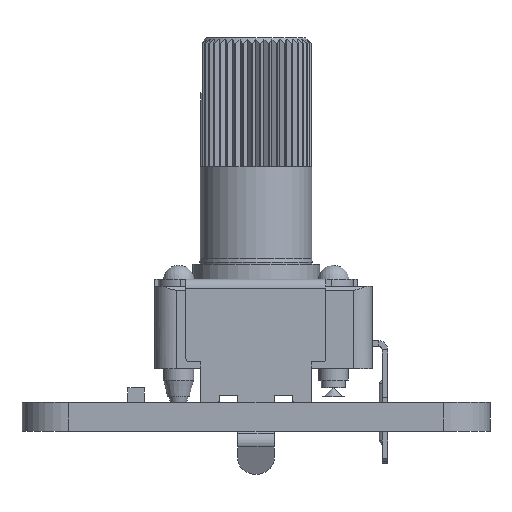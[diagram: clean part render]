
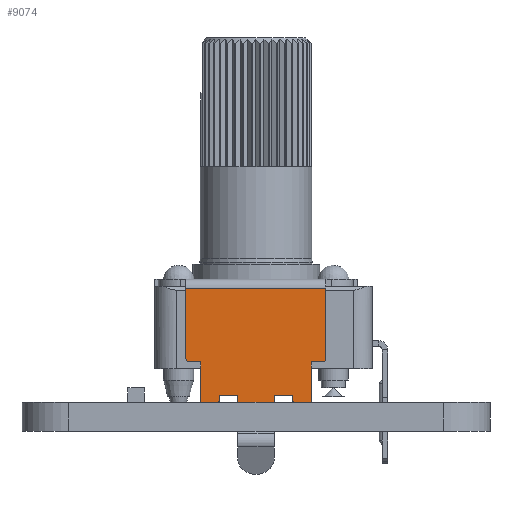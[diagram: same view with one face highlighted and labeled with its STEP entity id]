
A CAD part, left-side view. The second image highlights one B-rep face of the part: STEP entity #9074.
In plain terms, the highlighted planar face has unit normal (-1, 0, 0).
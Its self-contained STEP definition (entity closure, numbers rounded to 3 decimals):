
#366=PLANE('',#9832);
#798=FACE_OUTER_BOUND('',#1333,.T.);
#1333=EDGE_LOOP('',(#7196,#7197,#7198,#7199,#7200,#7201,#7202,#7203,#7204,
#7205,#7206,#7207,#7208,#7209,#7210,#7211,#7212,#7213,#7214,#7215,#7216,
#7217));
#1953=LINE('',#14181,#2837);
#1977=LINE('',#14241,#2861);
#2022=LINE('',#14339,#2906);
#2023=LINE('',#14344,#2907);
#2024=LINE('',#14346,#2908);
#2025=LINE('',#14350,#2909);
#2026=LINE('',#14354,#2910);
#2027=LINE('',#14356,#2911);
#2028=LINE('',#14358,#2912);
#2029=LINE('',#14360,#2913);
#2030=LINE('',#14362,#2914);
#2031=LINE('',#14364,#2915);
#2032=LINE('',#14366,#2916);
#2033=LINE('',#14370,#2917);
#2034=LINE('',#14374,#2918);
#2035=LINE('',#14376,#2919);
#2837=VECTOR('',#11446,1000.);
#2861=VECTOR('',#11488,1000.);
#2906=VECTOR('',#11593,1000.);
#2907=VECTOR('',#11598,1000.);
#2908=VECTOR('',#11599,1000.);
#2909=VECTOR('',#11602,1000.);
#2910=VECTOR('',#11605,1000.);
#2911=VECTOR('',#11606,1000.);
#2912=VECTOR('',#11607,1000.);
#2913=VECTOR('',#11608,1000.);
#2914=VECTOR('',#11609,1000.);
#2915=VECTOR('',#11610,1000.);
#2916=VECTOR('',#11611,1000.);
#2917=VECTOR('',#11614,1000.);
#2918=VECTOR('',#11617,1000.);
#2919=VECTOR('',#11618,1000.);
#3536=CIRCLE('',#9833,0.2);
#3537=CIRCLE('',#9834,0.2);
#3538=CIRCLE('',#9835,0.2);
#3539=CIRCLE('',#9836,0.2);
#3540=CIRCLE('',#9837,0.2);
#3541=CIRCLE('',#9838,0.2);
#4103=VERTEX_POINT('',#14178);
#4104=VERTEX_POINT('',#14180);
#4130=VERTEX_POINT('',#14239);
#4131=VERTEX_POINT('',#14240);
#4155=VERTEX_POINT('',#14341);
#4156=VERTEX_POINT('',#14343);
#4157=VERTEX_POINT('',#14345);
#4158=VERTEX_POINT('',#14347);
#4159=VERTEX_POINT('',#14349);
#4160=VERTEX_POINT('',#14351);
#4161=VERTEX_POINT('',#14353);
#4162=VERTEX_POINT('',#14355);
#4163=VERTEX_POINT('',#14357);
#4164=VERTEX_POINT('',#14359);
#4165=VERTEX_POINT('',#14361);
#4166=VERTEX_POINT('',#14363);
#4167=VERTEX_POINT('',#14365);
#4168=VERTEX_POINT('',#14367);
#4169=VERTEX_POINT('',#14369);
#4170=VERTEX_POINT('',#14371);
#4171=VERTEX_POINT('',#14373);
#4172=VERTEX_POINT('',#14375);
#5153=EDGE_CURVE('',#4104,#4103,#1953,.T.);
#5183=EDGE_CURVE('',#4130,#4131,#1977,.T.);
#5235=EDGE_CURVE('',#4103,#4131,#2022,.T.);
#5236=EDGE_CURVE('',#4130,#4155,#3536,.T.);
#5237=EDGE_CURVE('',#4155,#4156,#2023,.T.);
#5238=EDGE_CURVE('',#4156,#4157,#2024,.T.);
#5239=EDGE_CURVE('',#4157,#4158,#3537,.T.);
#5240=EDGE_CURVE('',#4158,#4159,#2025,.T.);
#5241=EDGE_CURVE('',#4159,#4160,#3538,.T.);
#5242=EDGE_CURVE('',#4160,#4161,#2026,.T.);
#5243=EDGE_CURVE('',#4161,#4162,#2027,.T.);
#5244=EDGE_CURVE('',#4163,#4162,#2028,.T.);
#5245=EDGE_CURVE('',#4164,#4163,#2029,.T.);
#5246=EDGE_CURVE('',#4164,#4165,#2030,.T.);
#5247=EDGE_CURVE('',#4165,#4166,#2031,.T.);
#5248=EDGE_CURVE('',#4166,#4167,#2032,.T.);
#5249=EDGE_CURVE('',#4167,#4168,#3539,.T.);
#5250=EDGE_CURVE('',#4168,#4169,#2033,.T.);
#5251=EDGE_CURVE('',#4169,#4170,#3540,.T.);
#5252=EDGE_CURVE('',#4170,#4171,#2034,.T.);
#5253=EDGE_CURVE('',#4171,#4172,#2035,.T.);
#5254=EDGE_CURVE('',#4172,#4104,#3541,.T.);
#7196=ORIENTED_EDGE('',*,*,#5153,.T.);
#7197=ORIENTED_EDGE('',*,*,#5235,.T.);
#7198=ORIENTED_EDGE('',*,*,#5183,.F.);
#7199=ORIENTED_EDGE('',*,*,#5236,.T.);
#7200=ORIENTED_EDGE('',*,*,#5237,.T.);
#7201=ORIENTED_EDGE('',*,*,#5238,.T.);
#7202=ORIENTED_EDGE('',*,*,#5239,.T.);
#7203=ORIENTED_EDGE('',*,*,#5240,.T.);
#7204=ORIENTED_EDGE('',*,*,#5241,.T.);
#7205=ORIENTED_EDGE('',*,*,#5242,.T.);
#7206=ORIENTED_EDGE('',*,*,#5243,.T.);
#7207=ORIENTED_EDGE('',*,*,#5244,.F.);
#7208=ORIENTED_EDGE('',*,*,#5245,.F.);
#7209=ORIENTED_EDGE('',*,*,#5246,.T.);
#7210=ORIENTED_EDGE('',*,*,#5247,.T.);
#7211=ORIENTED_EDGE('',*,*,#5248,.T.);
#7212=ORIENTED_EDGE('',*,*,#5249,.T.);
#7213=ORIENTED_EDGE('',*,*,#5250,.T.);
#7214=ORIENTED_EDGE('',*,*,#5251,.T.);
#7215=ORIENTED_EDGE('',*,*,#5252,.T.);
#7216=ORIENTED_EDGE('',*,*,#5253,.T.);
#7217=ORIENTED_EDGE('',*,*,#5254,.T.);
#9074=ADVANCED_FACE('',(#798),#366,.T.);
#9832=AXIS2_PLACEMENT_3D('',#14340,#11594,#11595);
#9833=AXIS2_PLACEMENT_3D('',#14342,#11596,#11597);
#9834=AXIS2_PLACEMENT_3D('',#14348,#11600,#11601);
#9835=AXIS2_PLACEMENT_3D('',#14352,#11603,#11604);
#9836=AXIS2_PLACEMENT_3D('',#14368,#11612,#11613);
#9837=AXIS2_PLACEMENT_3D('',#14372,#11615,#11616);
#9838=AXIS2_PLACEMENT_3D('',#14377,#11619,#11620);
#11446=DIRECTION('',(0.,0.,1.));
#11488=DIRECTION('',(0.,0.,1.));
#11593=DIRECTION('',(0.,1.,0.));
#11594=DIRECTION('center_axis',(-1.,0.,0.));
#11595=DIRECTION('ref_axis',(0.,-1.,0.));
#11596=DIRECTION('center_axis',(-1.,0.,0.));
#11597=DIRECTION('ref_axis',(0.,-1.,0.));
#11598=DIRECTION('',(0.,-1.,0.));
#11599=DIRECTION('',(0.,0.,-1.));
#11600=DIRECTION('center_axis',(-1.,0.,0.));
#11601=DIRECTION('ref_axis',(0.,-1.,0.));
#11602=DIRECTION('',(0.,-1.,0.));
#11603=DIRECTION('center_axis',(-1.,0.,0.));
#11604=DIRECTION('ref_axis',(0.,-1.,0.));
#11605=DIRECTION('',(0.,0.,1.));
#11606=DIRECTION('',(0.,-1.,0.));
#11607=DIRECTION('',(0.,0.,1.));
#11608=DIRECTION('',(0.,1.,0.));
#11609=DIRECTION('',(0.,0.,1.));
#11610=DIRECTION('',(0.,-1.,0.));
#11611=DIRECTION('',(0.,0.,-1.));
#11612=DIRECTION('center_axis',(-1.,0.,0.));
#11613=DIRECTION('ref_axis',(0.,-1.,0.));
#11614=DIRECTION('',(0.,-1.,0.));
#11615=DIRECTION('center_axis',(-1.,0.,0.));
#11616=DIRECTION('ref_axis',(0.,-1.,0.));
#11617=DIRECTION('',(0.,0.,1.));
#11618=DIRECTION('',(0.,-1.,0.));
#11619=DIRECTION('center_axis',(-1.,0.,0.));
#11620=DIRECTION('ref_axis',(0.,-1.,0.));
#14178=CARTESIAN_POINT('',(-4.925,-3.797,6.2));
#14180=CARTESIAN_POINT('',(-4.925,-3.797,2.4));
#14181=CARTESIAN_POINT('',(-4.925,-3.797,6.3));
#14239=CARTESIAN_POINT('',(-4.925,3.803,2.4));
#14240=CARTESIAN_POINT('',(-4.925,3.803,6.2));
#14241=CARTESIAN_POINT('',(-4.925,3.803,6.3));
#14339=CARTESIAN_POINT('',(-4.925,-3.797,6.2));
#14340=CARTESIAN_POINT('Origin',(-4.925,-3.797,6.3));
#14341=CARTESIAN_POINT('',(-4.925,3.603,2.2));
#14342=CARTESIAN_POINT('Origin',(-4.925,3.603,2.4));
#14343=CARTESIAN_POINT('',(-4.925,3.003,2.2));
#14344=CARTESIAN_POINT('',(-4.925,3.803,2.2));
#14345=CARTESIAN_POINT('',(-4.925,3.003,0.1));
#14346=CARTESIAN_POINT('',(-4.925,3.003,2.2));
#14347=CARTESIAN_POINT('',(-4.925,2.803,-0.1));
#14348=CARTESIAN_POINT('Origin',(-4.925,2.803,0.1));
#14349=CARTESIAN_POINT('',(-4.925,2.203,-0.1));
#14350=CARTESIAN_POINT('',(-4.925,3.003,-0.1));
#14351=CARTESIAN_POINT('',(-4.925,2.003,0.1));
#14352=CARTESIAN_POINT('Origin',(-4.925,2.203,0.1));
#14353=CARTESIAN_POINT('',(-4.925,2.003,0.4));
#14354=CARTESIAN_POINT('',(-4.925,2.003,0.4));
#14355=CARTESIAN_POINT('',(-4.925,1.003,0.4));
#14356=CARTESIAN_POINT('',(-4.925,2.003,0.4));
#14357=CARTESIAN_POINT('',(-4.925,1.003,-1.2));
#14358=CARTESIAN_POINT('',(-4.925,1.003,0.4));
#14359=CARTESIAN_POINT('',(-4.925,-0.997,-1.2));
#14360=CARTESIAN_POINT('',(-4.925,-0.997,-1.2));
#14361=CARTESIAN_POINT('',(-4.925,-0.997,0.4));
#14362=CARTESIAN_POINT('',(-4.925,-0.997,0.4));
#14363=CARTESIAN_POINT('',(-4.925,-1.997,0.4));
#14364=CARTESIAN_POINT('',(-4.925,2.003,0.4));
#14365=CARTESIAN_POINT('',(-4.925,-1.997,0.1));
#14366=CARTESIAN_POINT('',(-4.925,-1.997,0.4));
#14367=CARTESIAN_POINT('',(-4.925,-2.197,-0.1));
#14368=CARTESIAN_POINT('Origin',(-4.925,-2.197,0.1));
#14369=CARTESIAN_POINT('',(-4.925,-2.797,-0.1));
#14370=CARTESIAN_POINT('',(-4.925,-1.997,-0.1));
#14371=CARTESIAN_POINT('',(-4.925,-2.997,0.1));
#14372=CARTESIAN_POINT('Origin',(-4.925,-2.797,0.1));
#14373=CARTESIAN_POINT('',(-4.925,-2.997,2.2));
#14374=CARTESIAN_POINT('',(-4.925,-2.997,2.2));
#14375=CARTESIAN_POINT('',(-4.925,-3.597,2.2));
#14376=CARTESIAN_POINT('',(-4.925,-2.997,2.2));
#14377=CARTESIAN_POINT('Origin',(-4.925,-3.597,2.4));
